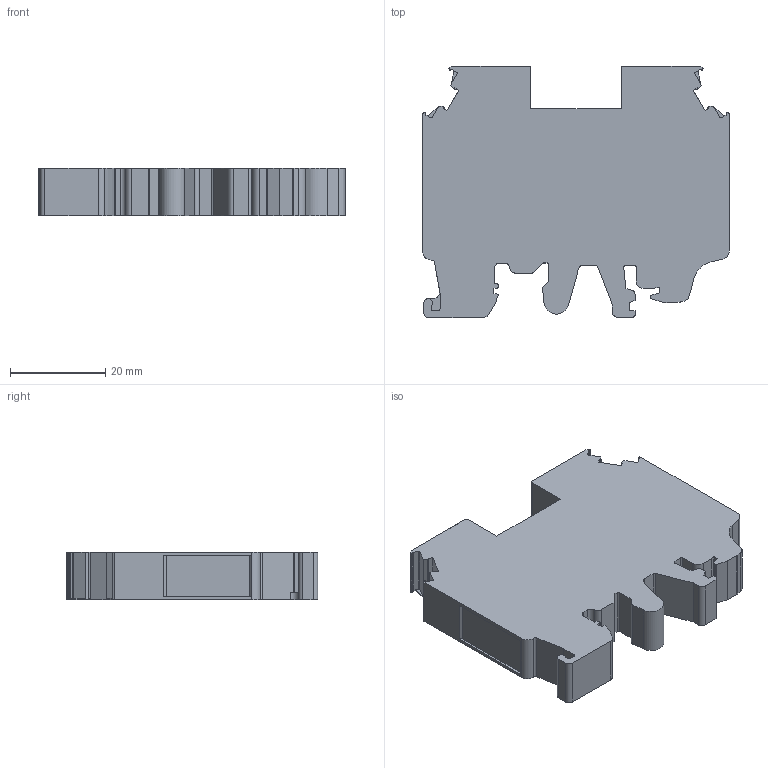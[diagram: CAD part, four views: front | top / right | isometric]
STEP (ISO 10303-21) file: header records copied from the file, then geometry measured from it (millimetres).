
FILE_DESCRIPTION (( 'STEP AP214' ), '1' );
FILE_NAME ('375909_WGO 2IR_GR.STP', '2015-08-10T06:34:32', ( '' ), ( '' ), 'SwSTEP 2.0', 'SolidWorks 2015', '' );
FILE_SCHEMA (( 'AUTOMOTIVE_DESIGN' ));
Length unit declared in the file: millimetre
Products named in the file (1): 375909_WGO 2IR_GR
Bounding box: 64.26 x 52.72 x 10 mm (x, y, z)
Volume: 26836 mm3; surface area: 8815.5 mm2
Topology: 1 solids, 1 shells, 235 faces, 682 edges, 453 vertices
Faces by surface type: plane 140, cylinder 79, cone 12, torus 4
Entity records: 10414 total; most frequent: CARTESIAN_POINT 1437, ORIENTED_EDGE 1364, DIRECTION 1333, EDGE_CURVE 682, LINE 467, VECTOR 467, VERTEX_POINT 453, AXIS2_PLACEMENT_3D 433
